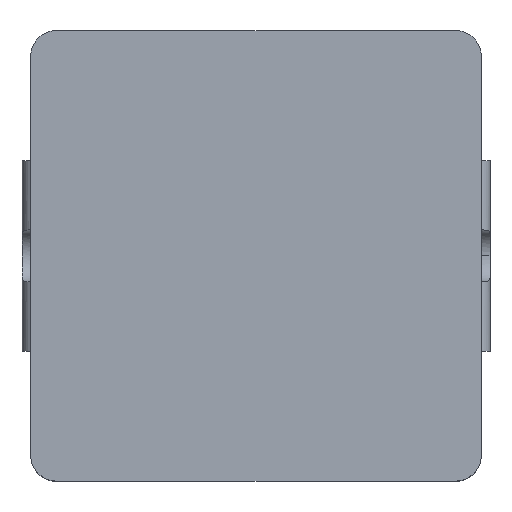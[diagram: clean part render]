
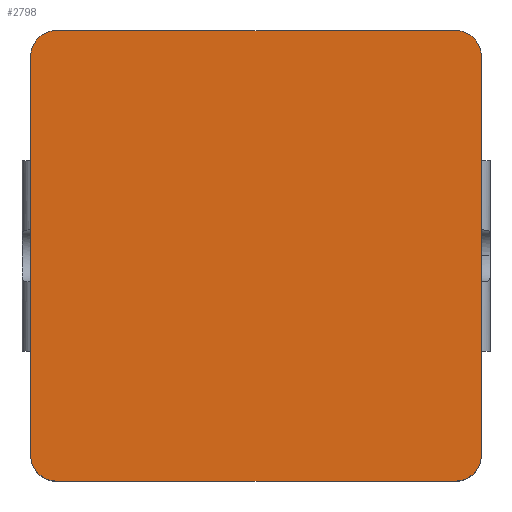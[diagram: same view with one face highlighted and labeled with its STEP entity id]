
A CAD part, top view. The second image highlights one B-rep face of the part: STEP entity #2798.
In plain terms, the highlighted planar face has unit normal (0, 0, 1).
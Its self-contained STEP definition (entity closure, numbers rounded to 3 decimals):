
#20 = DIRECTION ( 'NONE',  ( -1., 0., 0. ) ) ;
#44 = EDGE_CURVE ( 'NONE', #838, #2643, #275, .T. ) ;
#58 = DIRECTION ( 'NONE',  ( 1., 0., 0. ) ) ;
#102 = AXIS2_PLACEMENT_3D ( 'NONE', #514, #2228, #58 ) ;
#113 = VERTEX_POINT ( 'NONE', #1496 ) ;
#184 = VECTOR ( 'NONE', #1453, 1000. ) ;
#186 = ORIENTED_EDGE ( 'NONE', *, *, #1865, .T. ) ;
#256 = VERTEX_POINT ( 'NONE', #2123 ) ;
#275 = LINE ( 'NONE', #2475, #1158 ) ;
#292 = VECTOR ( 'NONE', #1671, 1000. ) ;
#296 = VERTEX_POINT ( 'NONE', #2601 ) ;
#369 = CARTESIAN_POINT ( 'NONE',  ( 2.3, 2.3, 1.9 ) ) ;
#381 = CARTESIAN_POINT ( 'NONE',  ( -2.3, -2.3, 1.9 ) ) ;
#424 = VERTEX_POINT ( 'NONE', #1471 ) ;
#502 = ORIENTED_EDGE ( 'NONE', *, *, #2254, .T. ) ;
#514 = CARTESIAN_POINT ( 'NONE',  ( -2.3, -2.3, 1.9 ) ) ;
#669 = CARTESIAN_POINT ( 'NONE',  ( 2.3, 2.6, 1.9 ) ) ;
#724 = CIRCLE ( 'NONE', #2281, 0.3 ) ;
#726 = CARTESIAN_POINT ( 'NONE',  ( 2.3, 2.6, 1.9 ) ) ;
#838 = VERTEX_POINT ( 'NONE', #2070 ) ;
#928 = CARTESIAN_POINT ( 'NONE',  ( 2.3, -2.3, 1.9 ) ) ;
#952 = EDGE_CURVE ( 'NONE', #296, #838, #724, .T. ) ;
#957 = CIRCLE ( 'NONE', #2375, 0.3 ) ;
#992 = CARTESIAN_POINT ( 'NONE',  ( 2.6, 2.3, 1.9 ) ) ;
#1041 = VERTEX_POINT ( 'NONE', #992 ) ;
#1042 = AXIS2_PLACEMENT_3D ( 'NONE', #1425, #2258, #1394 ) ;
#1074 = EDGE_CURVE ( 'NONE', #1041, #2523, #1141, .T. ) ;
#1141 = CIRCLE ( 'NONE', #2245, 0.3 ) ;
#1158 = VECTOR ( 'NONE', #2720, 1000. ) ;
#1166 = EDGE_CURVE ( 'NONE', #256, #1041, #1178, .T. ) ;
#1178 = LINE ( 'NONE', #1428, #292 ) ;
#1236 = DIRECTION ( 'NONE',  ( 0., 0., 1. ) ) ;
#1249 = DIRECTION ( 'NONE',  ( 1., 0., 0. ) ) ;
#1256 = CARTESIAN_POINT ( 'NONE',  ( -2.6, 2.3, 1.9 ) ) ;
#1394 = DIRECTION ( 'NONE',  ( 1., 0., 0. ) ) ;
#1425 = CARTESIAN_POINT ( 'NONE',  ( -2.3, 2.3, 1.9 ) ) ;
#1428 = CARTESIAN_POINT ( 'NONE',  ( 2.6, -2.3, 1.9 ) ) ;
#1453 = DIRECTION ( 'NONE',  ( 0., -1., 0. ) ) ;
#1471 = CARTESIAN_POINT ( 'NONE',  ( -2.6, 2.3, 1.9 ) ) ;
#1496 = CARTESIAN_POINT ( 'NONE',  ( -2.3, 2.6, 1.9 ) ) ;
#1501 = ORIENTED_EDGE ( 'NONE', *, *, #1074, .T. ) ;
#1519 = VECTOR ( 'NONE', #20, 1000. ) ;
#1549 = PLANE ( 'NONE',  #102 ) ;
#1581 = LINE ( 'NONE', #669, #1519 ) ;
#1671 = DIRECTION ( 'NONE',  ( 0., 1., 0. ) ) ;
#1784 = ORIENTED_EDGE ( 'NONE', *, *, #1166, .T. ) ;
#1838 = CARTESIAN_POINT ( 'NONE',  ( 2.3, -2.6, 1.9 ) ) ;
#1865 = EDGE_CURVE ( 'NONE', #113, #424, #2557, .T. ) ;
#1913 = EDGE_CURVE ( 'NONE', #424, #296, #2381, .T. ) ;
#2070 = CARTESIAN_POINT ( 'NONE',  ( -2.3, -2.6, 1.9 ) ) ;
#2123 = CARTESIAN_POINT ( 'NONE',  ( 2.6, -2.3, 1.9 ) ) ;
#2140 = EDGE_CURVE ( 'NONE', #2523, #113, #1581, .T. ) ;
#2213 = FACE_OUTER_BOUND ( 'NONE', #2356, .T. ) ;
#2228 = DIRECTION ( 'NONE',  ( 0., 0., 1. ) ) ;
#2245 = AXIS2_PLACEMENT_3D ( 'NONE', #369, #1236, #2246 ) ;
#2246 = DIRECTION ( 'NONE',  ( 1., 0., 0. ) ) ;
#2254 = EDGE_CURVE ( 'NONE', #2643, #256, #957, .T. ) ;
#2258 = DIRECTION ( 'NONE',  ( 0., 0., 1. ) ) ;
#2281 = AXIS2_PLACEMENT_3D ( 'NONE', #381, #2517, #1249 ) ;
#2348 = ORIENTED_EDGE ( 'NONE', *, *, #1913, .T. ) ;
#2356 = EDGE_LOOP ( 'NONE', ( #2794, #2677, #502, #1784, #1501, #2429, #186, #2348 ) ) ;
#2375 = AXIS2_PLACEMENT_3D ( 'NONE', #928, #2679, #2694 ) ;
#2381 = LINE ( 'NONE', #1256, #184 ) ;
#2429 = ORIENTED_EDGE ( 'NONE', *, *, #2140, .T. ) ;
#2475 = CARTESIAN_POINT ( 'NONE',  ( -2.3, -2.6, 1.9 ) ) ;
#2517 = DIRECTION ( 'NONE',  ( 0., 0., 1. ) ) ;
#2523 = VERTEX_POINT ( 'NONE', #726 ) ;
#2557 = CIRCLE ( 'NONE', #1042, 0.3 ) ;
#2601 = CARTESIAN_POINT ( 'NONE',  ( -2.6, -2.3, 1.9 ) ) ;
#2643 = VERTEX_POINT ( 'NONE', #1838 ) ;
#2677 = ORIENTED_EDGE ( 'NONE', *, *, #44, .T. ) ;
#2679 = DIRECTION ( 'NONE',  ( 0., 0., 1. ) ) ;
#2694 = DIRECTION ( 'NONE',  ( 1., 0., 0. ) ) ;
#2720 = DIRECTION ( 'NONE',  ( 1., 0., 0. ) ) ;
#2794 = ORIENTED_EDGE ( 'NONE', *, *, #952, .T. ) ;
#2798 = ADVANCED_FACE ( 'NONE', ( #2213 ), #1549, .T. ) ;
